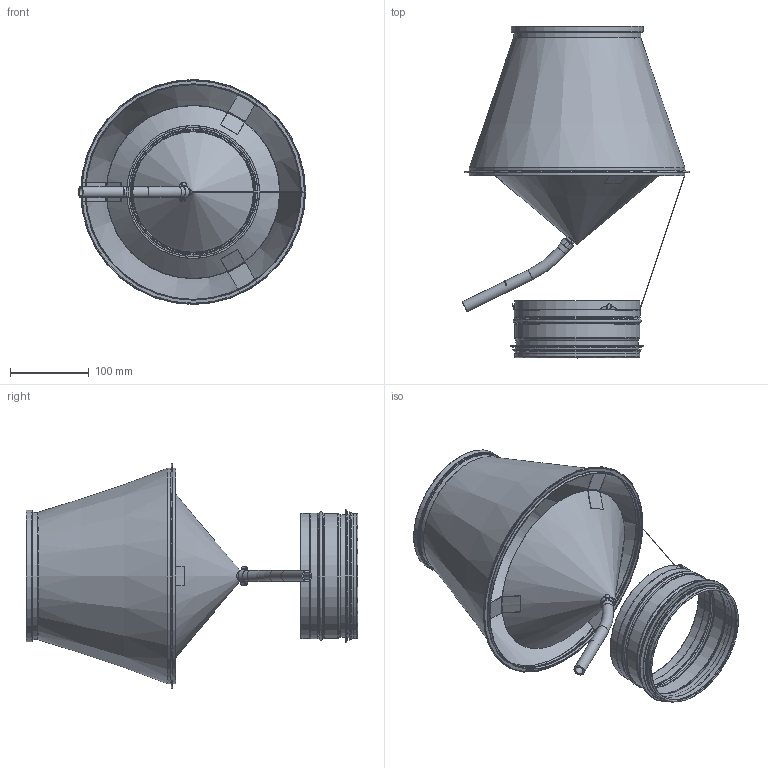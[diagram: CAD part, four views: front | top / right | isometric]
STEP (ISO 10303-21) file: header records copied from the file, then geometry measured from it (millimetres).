
FILE_DESCRIPTION(/* description */ ('Underdel HJH'),/* implementation_level */ '2;1');
FILE_NAME(/* name */ 'HJH-03.stp',/* time_stamp */ '2016-04-01T08:53:40+02:00',/* author */ ('CAD'),/* organization */ (''),/* preprocessor_version */ 'ST-DEVELOPER v15.6',/* originating_system */ 'Autodesk Inventor 2015',/* authorisation */ '');
FILE_SCHEMA (('AUTOMOTIVE_DESIGN { 1 0 10303 214 3 1 1 }'));
Length unit declared in the file: millimetre
Products named in the file (11): HJH-AA-03; HJH-AB-03; HJH-AC-03; HJH-AD-03; StosStödsickRörämne-160-1; 999005; StosStödsick-160-1; Slang-HJH-160; Slangklämma; BlindnitmutterM6; HJH-03
Bounding box: 289.03 x 422 x 286.2 mm (x, y, z)
Volume: 248427.5 mm3; surface area: 295311.4 mm2
Topology: 11 solids, 11 shells, 292 faces, 625 edges, 348 vertices
Faces by surface type: plane 139, cylinder 67, torus 42, cone 40, bspline 4
Full cylindrical faces by diameter (mm): 10 x3, 14 x2, 153.2 x1, 154.2 x1, 155.4 x1, 158 x6, 159 x4, 160.2 x1, 160.5 x1, 161.7 x1, 164.4 x1, 166.5 x1, 167.7 x1, 169.4 x1, 273 x2, 274.2 x2, 275 x1, 283 x1
Entity records: 7916 total; most frequent: CARTESIAN_POINT 1683, DIRECTION 1340, ORIENTED_EDGE 1078, AXIS2_PLACEMENT_3D 540, EDGE_CURVE 539, VERTEX_POINT 311, EDGE_LOOP 300, FACE_OUTER_BOUND 264
